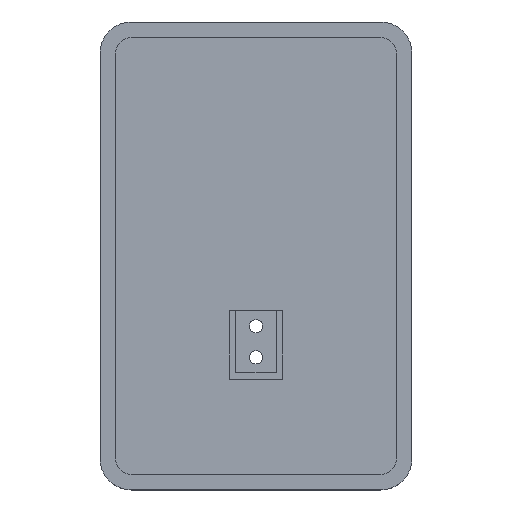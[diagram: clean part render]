
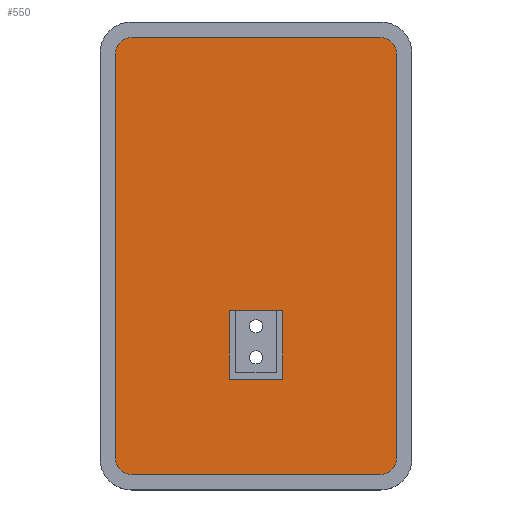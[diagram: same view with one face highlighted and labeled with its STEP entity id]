
A CAD part, top view. The second image highlights one B-rep face of the part: STEP entity #550.
In plain terms, the highlighted planar face has unit normal (0, 0, 1).
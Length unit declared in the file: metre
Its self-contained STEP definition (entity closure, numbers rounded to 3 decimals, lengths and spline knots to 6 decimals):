
#24=CIRCLE('',#596,0.005);
#25=CIRCLE('',#597,0.005);
#26=CIRCLE('',#598,0.005);
#27=CIRCLE('',#599,0.005);
#46=ORIENTED_EDGE('',*,*,#202,.T.);
#47=ORIENTED_EDGE('',*,*,#203,.T.);
#48=ORIENTED_EDGE('',*,*,#204,.T.);
#49=ORIENTED_EDGE('',*,*,#205,.T.);
#50=ORIENTED_EDGE('',*,*,#206,.T.);
#51=ORIENTED_EDGE('',*,*,#207,.F.);
#52=ORIENTED_EDGE('',*,*,#208,.T.);
#53=ORIENTED_EDGE('',*,*,#209,.F.);
#54=ORIENTED_EDGE('',*,*,#210,.T.);
#55=ORIENTED_EDGE('',*,*,#211,.T.);
#56=ORIENTED_EDGE('',*,*,#212,.T.);
#57=ORIENTED_EDGE('',*,*,#213,.T.);
#202=EDGE_CURVE('',#280,#281,#334,.T.);
#203=EDGE_CURVE('',#281,#282,#335,.T.);
#204=EDGE_CURVE('',#282,#283,#336,.T.);
#205=EDGE_CURVE('',#283,#280,#337,.T.);
#206=EDGE_CURVE('',#284,#285,#24,.T.);
#207=EDGE_CURVE('',#286,#285,#338,.T.);
#208=EDGE_CURVE('',#286,#287,#25,.T.);
#209=EDGE_CURVE('',#288,#287,#339,.T.);
#210=EDGE_CURVE('',#288,#289,#26,.T.);
#211=EDGE_CURVE('',#289,#290,#340,.T.);
#212=EDGE_CURVE('',#290,#291,#27,.T.);
#213=EDGE_CURVE('',#291,#284,#341,.T.);
#280=VERTEX_POINT('',#818);
#281=VERTEX_POINT('',#819);
#282=VERTEX_POINT('',#821);
#283=VERTEX_POINT('',#823);
#284=VERTEX_POINT('',#826);
#285=VERTEX_POINT('',#827);
#286=VERTEX_POINT('',#829);
#287=VERTEX_POINT('',#831);
#288=VERTEX_POINT('',#833);
#289=VERTEX_POINT('',#835);
#290=VERTEX_POINT('',#837);
#291=VERTEX_POINT('',#839);
#334=LINE('',#817,#390);
#335=LINE('',#820,#391);
#336=LINE('',#822,#392);
#337=LINE('',#824,#393);
#338=LINE('',#828,#394);
#339=LINE('',#832,#395);
#340=LINE('',#836,#396);
#341=LINE('',#840,#397);
#390=VECTOR('',#653,1.);
#391=VECTOR('',#654,1.);
#392=VECTOR('',#655,1.);
#393=VECTOR('',#656,1.);
#394=VECTOR('',#659,1.);
#395=VECTOR('',#662,1.);
#396=VECTOR('',#665,1.);
#397=VECTOR('',#668,1.);
#446=EDGE_LOOP('',(#46,#47,#48,#49));
#447=EDGE_LOOP('',(#50,#51,#52,#53,#54,#55,#56,#57));
#488=FACE_BOUND('',#446,.T.);
#489=FACE_BOUND('',#447,.T.);
#530=PLANE('',#595);
#550=ADVANCED_FACE('',(#488,#489),#530,.T.);
#595=AXIS2_PLACEMENT_3D('',#816,#651,#652);
#596=AXIS2_PLACEMENT_3D('',#825,#657,#658);
#597=AXIS2_PLACEMENT_3D('',#830,#660,#661);
#598=AXIS2_PLACEMENT_3D('',#834,#663,#664);
#599=AXIS2_PLACEMENT_3D('',#838,#666,#667);
#651=DIRECTION('',(0.,0.,1.));
#652=DIRECTION('',(1.,0.,0.));
#653=DIRECTION('',(1.,0.,0.));
#654=DIRECTION('',(0.,-1.,0.));
#655=DIRECTION('',(-1.,0.,0.));
#656=DIRECTION('',(0.,1.,0.));
#657=DIRECTION('',(0.,0.,1.));
#658=DIRECTION('',(1.,0.,0.));
#659=DIRECTION('',(0.,1.,0.));
#660=DIRECTION('',(0.,0.,1.));
#661=DIRECTION('',(1.,0.,0.));
#662=DIRECTION('',(-1.,0.,0.));
#663=DIRECTION('',(0.,0.,1.));
#664=DIRECTION('',(1.,0.,0.));
#665=DIRECTION('',(0.,1.,0.));
#666=DIRECTION('',(0.,0.,1.));
#667=DIRECTION('',(1.,0.,0.));
#668=DIRECTION('',(-1.,0.,0.));
#816=CARTESIAN_POINT('',(0.,0.,0.004));
#817=CARTESIAN_POINT('',(0.,-0.0175,0.004));
#818=CARTESIAN_POINT('',(-0.0085,-0.0175,0.004));
#819=CARTESIAN_POINT('',(0.0085,-0.0175,0.004));
#820=CARTESIAN_POINT('',(0.0085,-0.0285,0.004));
#821=CARTESIAN_POINT('',(0.0085,-0.0395,0.004));
#822=CARTESIAN_POINT('',(0.,-0.0395,0.004));
#823=CARTESIAN_POINT('',(-0.0085,-0.0395,0.004));
#824=CARTESIAN_POINT('',(-0.0085,-0.0285,0.004));
#825=CARTESIAN_POINT('',(-0.04,0.065,0.004));
#826=CARTESIAN_POINT('',(-0.04,0.07,0.004));
#827=CARTESIAN_POINT('',(-0.045,0.065,0.004));
#828=CARTESIAN_POINT('',(-0.045,0.,0.004));
#829=CARTESIAN_POINT('',(-0.045,-0.065,0.004));
#830=CARTESIAN_POINT('',(-0.04,-0.065,0.004));
#831=CARTESIAN_POINT('',(-0.04,-0.07,0.004));
#832=CARTESIAN_POINT('',(0.,-0.07,0.004));
#833=CARTESIAN_POINT('',(0.04,-0.07,0.004));
#834=CARTESIAN_POINT('',(0.04,-0.065,0.004));
#835=CARTESIAN_POINT('',(0.045,-0.065,0.004));
#836=CARTESIAN_POINT('',(0.045,0.,0.004));
#837=CARTESIAN_POINT('',(0.045,0.065,0.004));
#838=CARTESIAN_POINT('',(0.04,0.065,0.004));
#839=CARTESIAN_POINT('',(0.04,0.07,0.004));
#840=CARTESIAN_POINT('',(0.,0.07,0.004));
